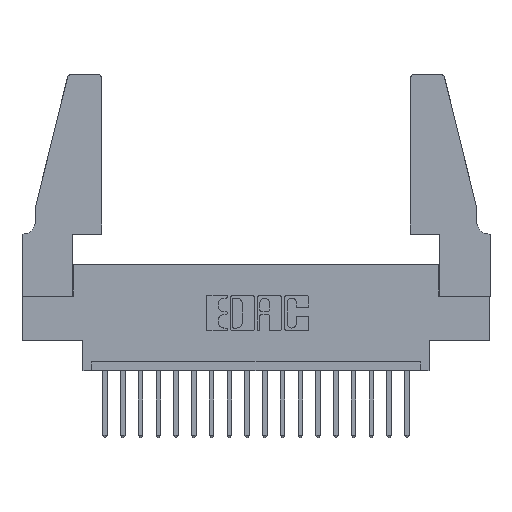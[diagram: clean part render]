
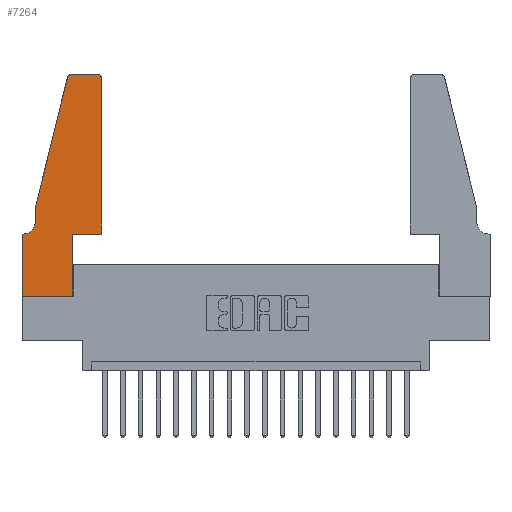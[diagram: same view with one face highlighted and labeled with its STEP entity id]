
A CAD part, top view. The second image highlights one B-rep face of the part: STEP entity #7264.
In plain terms, the highlighted planar face has unit normal (0, 0, 1).
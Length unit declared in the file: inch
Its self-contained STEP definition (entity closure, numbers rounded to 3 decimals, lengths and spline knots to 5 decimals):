
#114 = CARTESIAN_POINT ( 'NONE',  ( 0.284, 1.22, 0.37 ) ) ;
#246 = ORIENTED_EDGE ( 'NONE', *, *, #6122, .T. ) ;
#252 = VERTEX_POINT ( 'NONE', #5454 ) ;
#273 = DIRECTION ( 'NONE',  ( 0., -1., 0. ) ) ;
#480 = VERTEX_POINT ( 'NONE', #3011 ) ;
#633 = FACE_OUTER_BOUND ( 'NONE', #18167, .T. ) ;
#1010 = VERTEX_POINT ( 'NONE', #13099 ) ;
#1176 = ORIENTED_EDGE ( 'NONE', *, *, #6076, .T. ) ;
#1862 = VECTOR ( 'NONE', #3254, 39.37008 ) ;
#2060 = LINE ( 'NONE', #11719, #7571 ) ;
#2221 = LINE ( 'NONE', #5514, #8681 ) ;
#2329 = EDGE_CURVE ( 'NONE', #480, #3940, #2060, .T. ) ;
#2420 = EDGE_CURVE ( 'NONE', #11009, #252, #2715, .T. ) ;
#2512 = VERTEX_POINT ( 'NONE', #6671 ) ;
#2700 = PLANE ( 'NONE',  #9352 ) ;
#2715 = CIRCLE ( 'NONE', #12578, 0.07 ) ;
#2762 = CARTESIAN_POINT ( 'NONE',  ( 0., 0.35, 0.37 ) ) ;
#2863 = CARTESIAN_POINT ( 'NONE',  ( 0.0055, 0.42, 0.37 ) ) ;
#2876 = CARTESIAN_POINT ( 'NONE',  ( 0.0755, 0.5, 0.37 ) ) ;
#2887 = DIRECTION ( 'NONE',  ( 0., 1., 0. ) ) ;
#2932 = AXIS2_PLACEMENT_3D ( 'NONE', #17134, #14074, #8381 ) ;
#3011 = CARTESIAN_POINT ( 'NONE',  ( 0.4505, 0.35, 0.37 ) ) ;
#3254 = DIRECTION ( 'NONE',  ( 0., -1., 0. ) ) ;
#3434 = VECTOR ( 'NONE', #273, 39.37008 ) ;
#3635 = EDGE_CURVE ( 'NONE', #10145, #11637, #2221, .T. ) ;
#3940 = VERTEX_POINT ( 'NONE', #12253 ) ;
#4109 = LINE ( 'NONE', #4662, #3434 ) ;
#4510 = DIRECTION ( 'NONE',  ( 0., 0., 1. ) ) ;
#4599 = DIRECTION ( 'NONE',  ( -1., 0., 0. ) ) ;
#4662 = CARTESIAN_POINT ( 'NONE',  ( 0.0755, 0.5, 0.37 ) ) ;
#4886 = CARTESIAN_POINT ( 'NONE',  ( 0., 0., 0.37 ) ) ;
#4958 = ORIENTED_EDGE ( 'NONE', *, *, #12370, .T. ) ;
#5340 = ORIENTED_EDGE ( 'NONE', *, *, #16522, .T. ) ;
#5454 = CARTESIAN_POINT ( 'NONE',  ( 0.0055, 0.35, 0.37 ) ) ;
#5514 = CARTESIAN_POINT ( 'NONE',  ( 0.2605, 1.25, 0.37 ) ) ;
#5766 = LINE ( 'NONE', #4886, #1862 ) ;
#6076 = EDGE_CURVE ( 'NONE', #10312, #480, #12495, .T. ) ;
#6122 = EDGE_CURVE ( 'NONE', #7937, #12994, #16406, .T. ) ;
#6131 = CARTESIAN_POINT ( 'NONE',  ( 0.2865, 0.35, 0.37 ) ) ;
#6268 = CARTESIAN_POINT ( 'NONE',  ( 0.25487, 1.22718, 0.37 ) ) ;
#6671 = CARTESIAN_POINT ( 'NONE',  ( 0., 0.35, 0.37 ) ) ;
#6815 = DIRECTION ( 'NONE',  ( -1., 0., 0. ) ) ;
#7127 = CARTESIAN_POINT ( 'NONE',  ( 0.0755, 0.5, 0.37 ) ) ;
#7264 = ADVANCED_FACE ( 'NONE', ( #633 ), #2700, .T. ) ;
#7339 = DIRECTION ( 'NONE',  ( 0., 0., -1. ) ) ;
#7484 = ORIENTED_EDGE ( 'NONE', *, *, #11094, .T. ) ;
#7571 = VECTOR ( 'NONE', #2887, 39.37008 ) ;
#7634 = VECTOR ( 'NONE', #7832, 39.37008 ) ;
#7832 = DIRECTION ( 'NONE',  ( 0., 1., 0. ) ) ;
#7867 = DIRECTION ( 'NONE',  ( 0., 0., 1. ) ) ;
#7937 = VERTEX_POINT ( 'NONE', #6268 ) ;
#8118 = VERTEX_POINT ( 'NONE', #18005 ) ;
#8290 = CARTESIAN_POINT ( 'NONE',  ( 0.4505, 0.35, 0.37 ) ) ;
#8381 = DIRECTION ( 'NONE',  ( 1., 0., 0. ) ) ;
#8469 = ORIENTED_EDGE ( 'NONE', *, *, #11659, .T. ) ;
#8489 = DIRECTION ( 'NONE',  ( -1., 0., 0. ) ) ;
#8681 = VECTOR ( 'NONE', #6815, 39.37008 ) ;
#9217 = LINE ( 'NONE', #18959, #12635 ) ;
#9352 = AXIS2_PLACEMENT_3D ( 'NONE', #2762, #7867, #13635 ) ;
#10145 = VERTEX_POINT ( 'NONE', #14756 ) ;
#10312 = VERTEX_POINT ( 'NONE', #12969 ) ;
#10505 = DIRECTION ( 'NONE',  ( 1., 0., 0. ) ) ;
#10619 = CARTESIAN_POINT ( 'NONE',  ( 0., 0., 0.37 ) ) ;
#10671 = VECTOR ( 'NONE', #18702, 39.37008 ) ;
#10737 = ORIENTED_EDGE ( 'NONE', *, *, #2329, .T. ) ;
#11001 = DIRECTION ( 'NONE',  ( 1., 0., 0. ) ) ;
#11009 = VERTEX_POINT ( 'NONE', #12932 ) ;
#11062 = ORIENTED_EDGE ( 'NONE', *, *, #3635, .T. ) ;
#11090 = ORIENTED_EDGE ( 'NONE', *, *, #17829, .T. ) ;
#11094 = EDGE_CURVE ( 'NONE', #8118, #10312, #17023, .T. ) ;
#11637 = VERTEX_POINT ( 'NONE', #12559 ) ;
#11659 = EDGE_CURVE ( 'NONE', #3940, #10145, #14042, .T. ) ;
#11719 = CARTESIAN_POINT ( 'NONE',  ( 0.4505, 0.35, 0.37 ) ) ;
#11989 = LINE ( 'NONE', #10619, #12927 ) ;
#12073 = DIRECTION ( 'NONE',  ( 1., 0., 0. ) ) ;
#12253 = CARTESIAN_POINT ( 'NONE',  ( 0.4505, 1.22, 0.37 ) ) ;
#12274 = EDGE_CURVE ( 'NONE', #252, #2512, #9217, .T. ) ;
#12370 = EDGE_CURVE ( 'NONE', #12994, #11009, #4109, .T. ) ;
#12495 = LINE ( 'NONE', #8290, #14571 ) ;
#12559 = CARTESIAN_POINT ( 'NONE',  ( 0.284, 1.25, 0.37 ) ) ;
#12578 = AXIS2_PLACEMENT_3D ( 'NONE', #2863, #7339, #4599 ) ;
#12635 = VECTOR ( 'NONE', #8489, 39.37008 ) ;
#12662 = ORIENTED_EDGE ( 'NONE', *, *, #2420, .T. ) ;
#12927 = VECTOR ( 'NONE', #12073, 39.37008 ) ;
#12932 = CARTESIAN_POINT ( 'NONE',  ( 0.0755, 0.42, 0.37 ) ) ;
#12969 = CARTESIAN_POINT ( 'NONE',  ( 0.2865, 0.35, 0.37 ) ) ;
#12994 = VERTEX_POINT ( 'NONE', #2876 ) ;
#13099 = CARTESIAN_POINT ( 'NONE',  ( 0., 0., 0.37 ) ) ;
#13635 = DIRECTION ( 'NONE',  ( 1., 0., 0. ) ) ;
#14042 = CIRCLE ( 'NONE', #2932, 0.03 ) ;
#14074 = DIRECTION ( 'NONE',  ( 0., 0., 1. ) ) ;
#14571 = VECTOR ( 'NONE', #11001, 39.37008 ) ;
#14756 = CARTESIAN_POINT ( 'NONE',  ( 0.4205, 1.25, 0.37 ) ) ;
#16335 = EDGE_CURVE ( 'NONE', #11637, #7937, #18471, .T. ) ;
#16406 = LINE ( 'NONE', #7127, #10671 ) ;
#16522 = EDGE_CURVE ( 'NONE', #1010, #8118, #11989, .T. ) ;
#17023 = LINE ( 'NONE', #6131, #7634 ) ;
#17134 = CARTESIAN_POINT ( 'NONE',  ( 0.4205, 1.22, 0.37 ) ) ;
#17262 = ORIENTED_EDGE ( 'NONE', *, *, #16335, .T. ) ;
#17296 = AXIS2_PLACEMENT_3D ( 'NONE', #114, #4510, #10505 ) ;
#17829 = EDGE_CURVE ( 'NONE', #2512, #1010, #5766, .T. ) ;
#17975 = ORIENTED_EDGE ( 'NONE', *, *, #12274, .T. ) ;
#18005 = CARTESIAN_POINT ( 'NONE',  ( 0.2865, 0., 0.37 ) ) ;
#18167 = EDGE_LOOP ( 'NONE', ( #11062, #17262, #246, #4958, #12662, #17975, #11090, #5340, #7484, #1176, #10737, #8469 ) ) ;
#18471 = CIRCLE ( 'NONE', #17296, 0.03 ) ;
#18702 = DIRECTION ( 'NONE',  ( -0.239, -0.971, 0. ) ) ;
#18959 = CARTESIAN_POINT ( 'NONE',  ( 0.0755, 0.35, 0.37 ) ) ;
